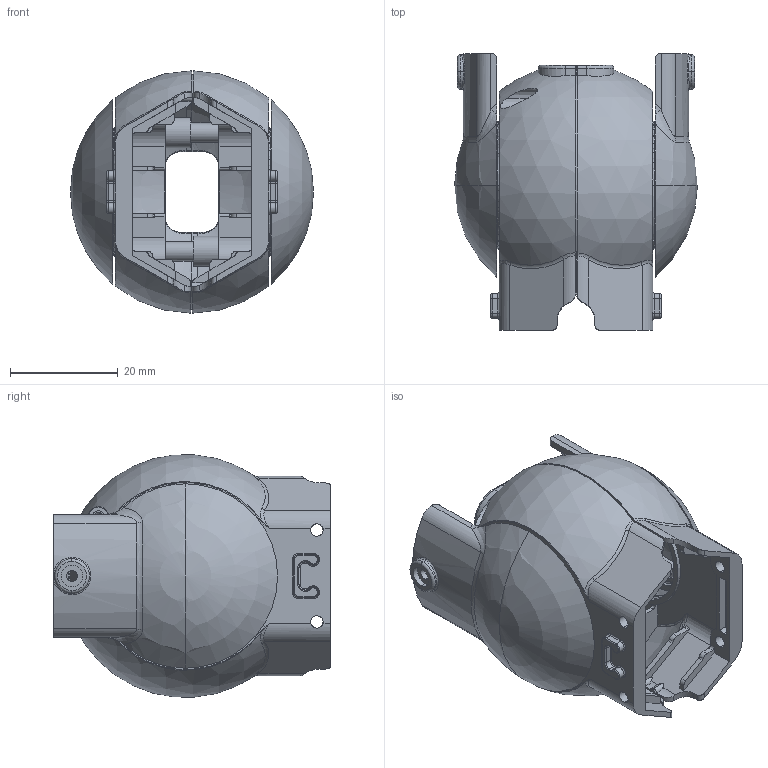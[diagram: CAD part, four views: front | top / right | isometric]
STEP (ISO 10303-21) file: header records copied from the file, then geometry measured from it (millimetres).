
FILE_DESCRIPTION((''),'2;1');
FILE_NAME('NECK_ASM','2018-04-17T',('yepeng'),(''),'CREO PARAMETRIC BY PTC INC, 2016260','CREO PARAMETRIC BY PTC INC, 2016260','');
FILE_SCHEMA(('CONFIG_CONTROL_DESIGN'));
Length unit declared in the file: millimetre
Products named in the file (3): H5-01-04-03; H5-01-04-04; NECK_ASM
Assembly tree (4 placements, depth 2):
  NECK_ASM
    H5-01-04-03  x2
    H5-01-04-04  x2
Bounding box: 45 x 51.25 x 44.88 mm (x, y, z)
Volume: 12125.5 mm3; surface area: 20656.6 mm2
Topology: 4 solids, 4 shells, 1022 faces, 3058 edges, 2038 vertices
Faces by surface type: cylinder 418, plane 366, torus 136, bspline 46, sphere 40, cone 16
Entity records: 20093 total; most frequent: CARTESIAN_POINT 6019, ORIENTED_EDGE 3042, DIRECTION 3016, EDGE_CURVE 1521, AXIS2_PLACEMENT_3D 1201, VERTEX_POINT 1019, CIRCLE 706, VECTOR 614
